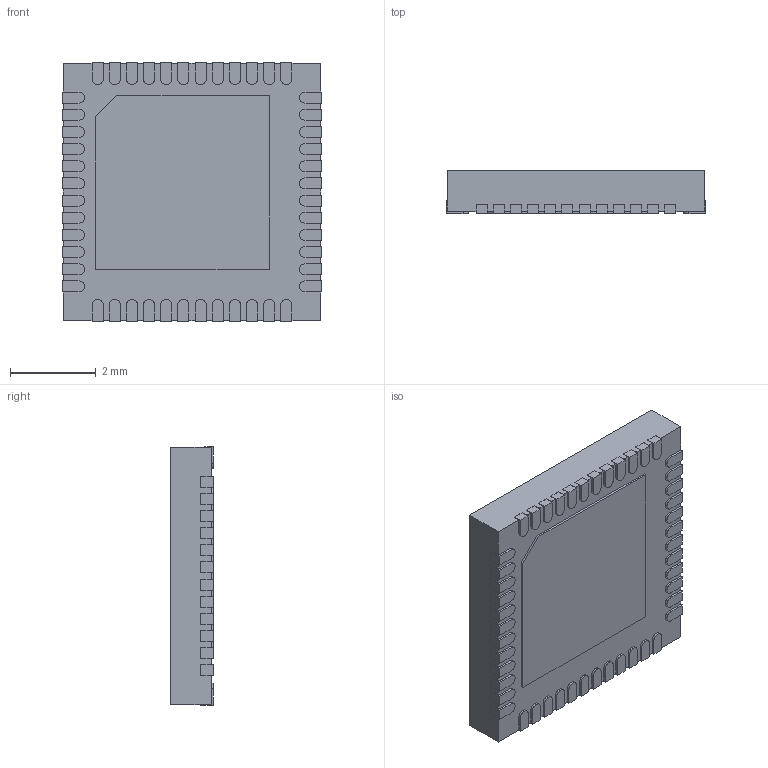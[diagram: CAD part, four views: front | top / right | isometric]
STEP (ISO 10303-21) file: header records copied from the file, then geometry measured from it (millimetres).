
FILE_DESCRIPTION (( 'STEP AP214' ), '1' );
FILE_NAME ('User Library-PVQFN-N48.STEP', '2017-03-20T09:45:04', ( 'Windows User' ), ( '' ), 'SwSTEP 2.0', 'SolidWorks 2017', '' );
FILE_SCHEMA (( 'AUTOMOTIVE_DESIGN' ));
Length unit declared in the file: millimetre
Products named in the file (1): User Library-PVQFN-N48
Bounding box: 6.02 x 1 x 6.02 mm (x, y, z)
Volume: 35.3 mm3; surface area: 99.7 mm2
Topology: 1 solids, 1 shells, 315 faces, 933 edges, 622 vertices
Faces by surface type: plane 253, cylinder 60, cone 2
Entity records: 12874 total; most frequent: CARTESIAN_POINT 1871, ORIENTED_EDGE 1866, DIRECTION 1689, EDGE_CURVE 933, LINE 809, VECTOR 809, VERTEX_POINT 622, AXIS2_PLACEMENT_3D 440
